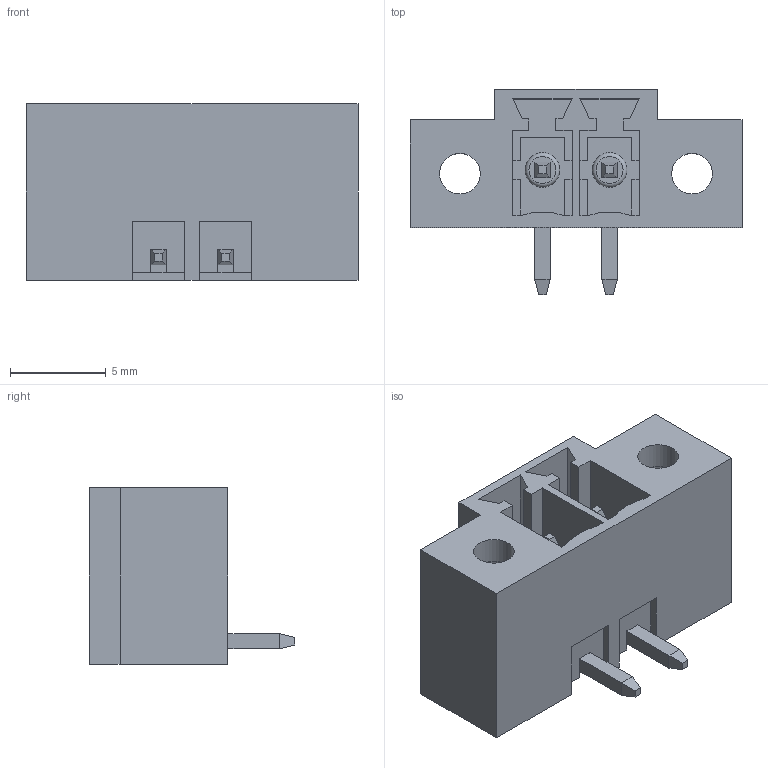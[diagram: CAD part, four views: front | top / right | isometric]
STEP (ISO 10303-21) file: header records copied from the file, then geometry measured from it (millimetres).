
FILE_DESCRIPTION( ( 'Unknown' ), '1' );
FILE_NAME( '691325110002.stp', 'Unknown', ( 'Unknown' ), ( 'Unknown' ), 'PSStep 14.0', 'Unknown', ' ' );
FILE_SCHEMA( ( 'AUTOMOTIVE_DESIGN { 1 0 10303 214 1 1 1 1 }' ) );
Length unit declared in the file: millimetre
Products named in the file (4): Assem1; 691325110002; 6913251100xx_INSERT; 6913251100xx_PIN
Assembly tree (5 placements, depth 2):
  Assem1
    691325110002
    6913251100xx_INSERT  x2
    6913251100xx_PIN  x2
Bounding box: 17.3 x 10.7 x 9.2 mm (x, y, z)
Volume: 642.3 mm3; surface area: 1579.6 mm2
Topology: 5 solids, 5 shells, 164 faces, 429 edges, 279 vertices
Faces by surface type: plane 148, cylinder 10, torus 6
Full cylindrical faces by diameter (mm): 1.8 x2, 2.121 x4
Entity records: 5515 total; most frequent: CARTESIAN_POINT 983, ORIENTED_EDGE 706, DIRECTION 645, EDGE_CURVE 353, LINE 321, VECTOR 321, VERTEX_POINT 236, AXIS2_PLACEMENT_3D 162
